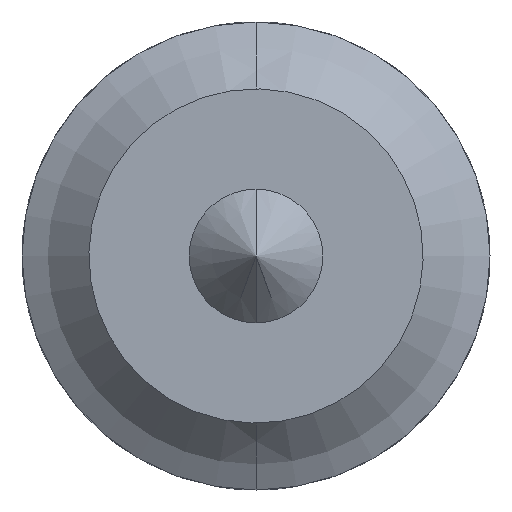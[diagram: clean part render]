
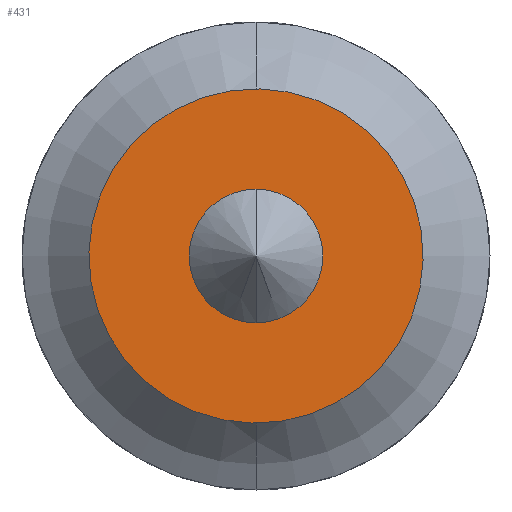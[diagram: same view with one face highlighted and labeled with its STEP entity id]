
A CAD part, front view. The second image highlights one B-rep face of the part: STEP entity #431.
In plain terms, the highlighted planar face has unit normal (0, -1, 0).
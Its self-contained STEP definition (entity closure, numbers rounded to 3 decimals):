
#26 = DIRECTION ( 'NONE',  ( 0., 0., 1. ) ) ;
#27 = DIRECTION ( 'NONE',  ( 0., 1., 0. ) ) ;
#28 = CARTESIAN_POINT ( 'NONE',  ( 0., 0., 0. ) ) ;
#187 = CARTESIAN_POINT ( 'NONE',  ( 0., 0., 5. ) ) ;
#188 = CARTESIAN_POINT ( 'NONE',  ( 0., 0., -1.75 ) ) ;
#189 = CARTESIAN_POINT ( 'NONE',  ( 0., 0., 1.75 ) ) ;
#195 = CARTESIAN_POINT ( 'NONE',  ( 0., 0., -5. ) ) ;
#199 = CARTESIAN_POINT ( 'NONE',  ( 0., 0., 0. ) ) ;
#200 = DIRECTION ( 'NONE',  ( 0., 1., 0. ) ) ;
#201 = DIRECTION ( 'NONE',  ( 0., 0., 1. ) ) ;
#225 = CARTESIAN_POINT ( 'NONE',  ( 0., 0., 0. ) ) ;
#226 = DIRECTION ( 'NONE',  ( 0., 1., 0. ) ) ;
#227 = DIRECTION ( 'NONE',  ( 0., 0., 1. ) ) ;
#237 = CARTESIAN_POINT ( 'NONE',  ( 0., 0., 0. ) ) ;
#238 = DIRECTION ( 'NONE',  ( 0., 1., 0. ) ) ;
#239 = DIRECTION ( 'NONE',  ( 0., 0., 1. ) ) ;
#391 = AXIS2_PLACEMENT_3D ( 'NONE', #237, #238, #239 ) ;
#397 = DIRECTION ( 'NONE',  ( 0., 1., 0. ) ) ;
#400 = PLANE ( 'NONE',  #750 ) ;
#401 = CARTESIAN_POINT ( 'NONE',  ( 0., 0., 0. ) ) ;
#413 = DIRECTION ( 'NONE',  ( 0., 0., 1. ) ) ;
#419 = EDGE_CURVE ( 'NONE', #999, #896, #738, .T. ) ;
#431 = ADVANCED_FACE ( 'NONE', ( #531, #532 ), #400, .F. ) ;
#531 = FACE_OUTER_BOUND ( 'NONE', #986, .T. ) ;
#532 = FACE_BOUND ( 'NONE', #989, .T. ) ;
#738 = CIRCLE ( 'NONE', #807, 5. ) ;
#750 = AXIS2_PLACEMENT_3D ( 'NONE', #401, #397, #413 ) ;
#791 = AXIS2_PLACEMENT_3D ( 'NONE', #199, #200, #201 ) ;
#797 = CIRCLE ( 'NONE', #801, 1.75 ) ;
#801 = AXIS2_PLACEMENT_3D ( 'NONE', #225, #226, #227 ) ;
#807 = AXIS2_PLACEMENT_3D ( 'NONE', #28, #27, #26 ) ;
#808 = CIRCLE ( 'NONE', #391, 5. ) ;
#824 = CIRCLE ( 'NONE', #791, 1.75 ) ;
#855 = ORIENTED_EDGE ( 'NONE', *, *, #1002, .T. ) ;
#856 = ORIENTED_EDGE ( 'NONE', *, *, #1012, .T. ) ;
#857 = ORIENTED_EDGE ( 'NONE', *, *, #1016, .F. ) ;
#862 = ORIENTED_EDGE ( 'NONE', *, *, #419, .F. ) ;
#896 = VERTEX_POINT ( 'NONE', #187 ) ;
#897 = VERTEX_POINT ( 'NONE', #188 ) ;
#898 = VERTEX_POINT ( 'NONE', #189 ) ;
#986 = EDGE_LOOP ( 'NONE', ( #862, #857 ) ) ;
#989 = EDGE_LOOP ( 'NONE', ( #855, #856 ) ) ;
#999 = VERTEX_POINT ( 'NONE', #195 ) ;
#1002 = EDGE_CURVE ( 'NONE', #897, #898, #824, .T. ) ;
#1012 = EDGE_CURVE ( 'NONE', #898, #897, #797, .T. ) ;
#1016 = EDGE_CURVE ( 'NONE', #896, #999, #808, .T. ) ;
